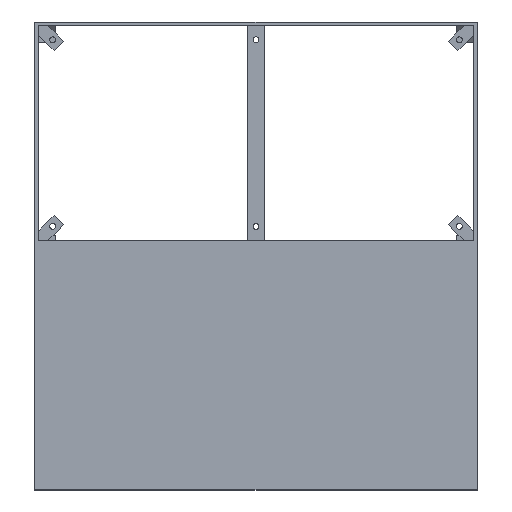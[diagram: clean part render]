
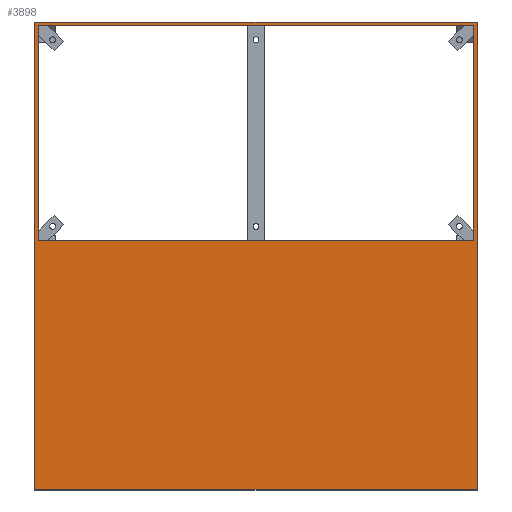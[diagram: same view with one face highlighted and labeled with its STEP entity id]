
A CAD part, top view. The second image highlights one B-rep face of the part: STEP entity #3898.
In plain terms, the highlighted planar face has unit normal (0, 0, 1).
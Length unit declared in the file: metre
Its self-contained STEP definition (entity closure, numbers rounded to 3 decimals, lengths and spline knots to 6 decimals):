
#481=ORIENTED_EDGE('',*,*,#1482,.F.);
#482=ORIENTED_EDGE('',*,*,#1551,.F.);
#483=ORIENTED_EDGE('',*,*,#1439,.T.);
#484=ORIENTED_EDGE('',*,*,#1464,.F.);
#485=ORIENTED_EDGE('',*,*,#1558,.T.);
#486=ORIENTED_EDGE('',*,*,#1373,.T.);
#487=ORIENTED_EDGE('',*,*,#1559,.F.);
#488=ORIENTED_EDGE('',*,*,#1505,.F.);
#1373=EDGE_CURVE('',#1925,#1924,#2310,.T.);
#1439=EDGE_CURVE('',#1991,#1990,#2345,.T.);
#1464=EDGE_CURVE('',#2014,#1990,#2370,.T.);
#1482=EDGE_CURVE('',#2031,#2014,#2386,.T.);
#1505=EDGE_CURVE('',#2050,#2047,#2408,.T.);
#1551=EDGE_CURVE('',#1991,#2031,#2444,.T.);
#1558=EDGE_CURVE('',#2050,#1925,#2451,.T.);
#1559=EDGE_CURVE('',#2047,#1924,#2452,.T.);
#1924=VERTEX_POINT('',#5422);
#1925=VERTEX_POINT('',#5424);
#1990=VERTEX_POINT('',#5605);
#1991=VERTEX_POINT('',#5607);
#2014=VERTEX_POINT('',#5655);
#2031=VERTEX_POINT('',#5691);
#2047=VERTEX_POINT('',#5730);
#2050=VERTEX_POINT('',#5735);
#2310=LINE('',#5423,#2703);
#2345=LINE('',#5606,#2738);
#2370=LINE('',#5656,#2763);
#2386=LINE('',#5692,#2779);
#2408=LINE('',#5736,#2801);
#2444=LINE('',#5823,#2837);
#2451=LINE('',#5836,#2844);
#2452=LINE('',#5838,#2845);
#2703=VECTOR('',#4428,1.);
#2738=VECTOR('',#4477,1.);
#2763=VECTOR('',#4504,1.);
#2779=VECTOR('',#4526,1.);
#2801=VECTOR('',#4554,1.);
#2837=VECTOR('',#4620,1.);
#2844=VECTOR('',#4629,1.);
#2845=VECTOR('',#4632,1.);
#3117=EDGE_LOOP('',(#481,#482,#483,#484));
#3118=EDGE_LOOP('',(#485,#486,#487,#488));
#3448=FACE_BOUND('',#3117,.T.);
#3449=FACE_BOUND('',#3118,.T.);
#3752=PLANE('',#4154);
#3898=ADVANCED_FACE('',(#3448,#3449),#3752,.T.);
#4154=AXIS2_PLACEMENT_3D('',#5839,#4633,#4634);
#4428=DIRECTION('',(0.,1.,0.));
#4477=DIRECTION('',(0.,1.,0.));
#4504=DIRECTION('',(-1.,0.,0.));
#4526=DIRECTION('',(0.,1.,0.));
#4554=DIRECTION('',(0.,1.,0.));
#4620=DIRECTION('',(1.,0.,0.));
#4629=DIRECTION('',(1.,0.,0.));
#4632=DIRECTION('',(1.,0.,0.));
#4633=DIRECTION('',(0.,0.,1.));
#4634=DIRECTION('',(1.,0.,0.));
#5422=CARTESIAN_POINT('',(0.261,0.276,0.042));
#5423=CARTESIAN_POINT('',(0.261,0.138,0.042));
#5424=CARTESIAN_POINT('',(0.261,0.,0.042));
#5605=CARTESIAN_POINT('',(0.002,0.274,0.042));
#5606=CARTESIAN_POINT('',(0.002,0.2105,0.042));
#5607=CARTESIAN_POINT('',(0.002,0.147,0.042));
#5655=CARTESIAN_POINT('',(0.259,0.274,0.042));
#5656=CARTESIAN_POINT('',(0.1305,0.274,0.042));
#5691=CARTESIAN_POINT('',(0.259,0.147,0.042));
#5692=CARTESIAN_POINT('',(0.259,0.2105,0.042));
#5730=CARTESIAN_POINT('',(0.,0.276,0.042));
#5735=CARTESIAN_POINT('',(0.,0.,0.042));
#5736=CARTESIAN_POINT('',(0.,0.138,0.042));
#5823=CARTESIAN_POINT('',(0.1305,0.147,0.042));
#5836=CARTESIAN_POINT('',(0.1305,0.,0.042));
#5838=CARTESIAN_POINT('',(0.1305,0.276,0.042));
#5839=CARTESIAN_POINT('',(0.1305,0.138,0.042));
